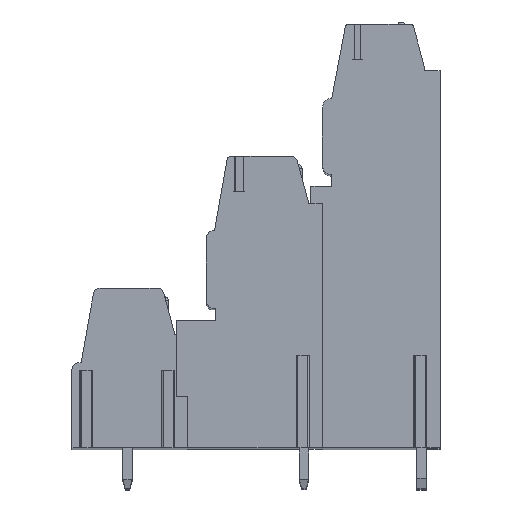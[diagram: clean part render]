
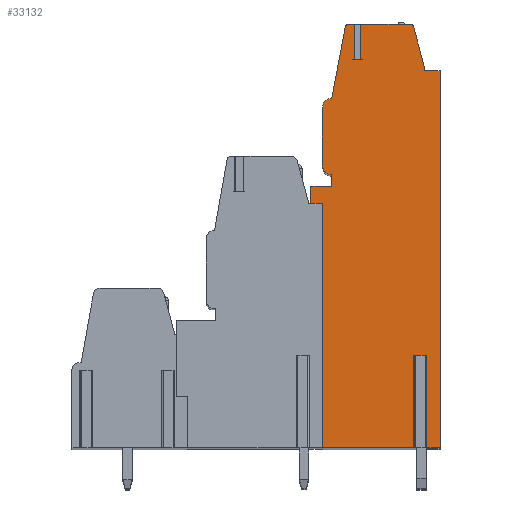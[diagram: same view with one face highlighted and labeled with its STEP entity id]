
A CAD part, top view. The second image highlights one B-rep face of the part: STEP entity #33132.
In plain terms, the highlighted planar face has unit normal (0, 0, 1).
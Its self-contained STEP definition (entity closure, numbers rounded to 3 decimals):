
#13=DIRECTION('',(0.,1.,0.));
#14=VECTOR('',#13,14.45);
#15=CARTESIAN_POINT('',(1.,-19.1,78.74));
#16=LINE('',#15,#14);
#17=DIRECTION('',(0.,-1.,0.));
#18=VECTOR('',#17,1.45);
#19=CARTESIAN_POINT('',(0.,3.5,78.74));
#20=LINE('',#19,#18);
#21=DIRECTION('',(-1.,0.,0.));
#22=VECTOR('',#21,1.8);
#23=CARTESIAN_POINT('',(1.8,3.5,78.74));
#24=LINE('',#23,#22);
#25=DIRECTION('',(0.,-1.,0.));
#26=VECTOR('',#25,1.);
#27=CARTESIAN_POINT('',(1.8,4.5,78.74));
#28=LINE('',#27,#26);
#29=CARTESIAN_POINT('',(1.8,5.3,78.74));
#30=DIRECTION('',(0.,0.,1.));
#31=DIRECTION('',(-1.,0.,0.));
#32=AXIS2_PLACEMENT_3D('',#29,#30,#31);
#34=DIRECTION('',(0.,-1.,0.));
#35=VECTOR('',#34,5.);
#36=CARTESIAN_POINT('',(1.,10.3,78.74));
#37=LINE('',#36,#35);
#38=CARTESIAN_POINT('',(1.8,10.3,78.74));
#39=DIRECTION('',(0.,0.,1.));
#40=DIRECTION('',(0.,1.,0.));
#41=AXIS2_PLACEMENT_3D('',#38,#39,#40);
#43=DIRECTION('',(-0.186,-0.983,0.));
#44=VECTOR('',#43,6.265);
#45=CARTESIAN_POINT('',(2.964,17.256,78.74));
#46=LINE('',#45,#44);
#47=CARTESIAN_POINT('',(3.259,17.2,78.74));
#48=DIRECTION('',(0.,0.,1.));
#49=DIRECTION('',(0.,1.,0.));
#50=AXIS2_PLACEMENT_3D('',#47,#48,#49);
#52=DIRECTION('',(-1.,0.,0.));
#53=VECTOR('',#52,0.551);
#54=CARTESIAN_POINT('',(3.81,17.5,78.74));
#55=LINE('',#54,#53);
#56=DIRECTION('',(0.,-1.,0.));
#57=VECTOR('',#56,3.05);
#58=CARTESIAN_POINT('',(3.81,17.5,78.74));
#59=LINE('',#58,#57);
#60=DIRECTION('',(1.,0.,0.));
#61=VECTOR('',#60,0.5);
#62=CARTESIAN_POINT('',(3.81,14.45,78.74));
#63=LINE('',#62,#61);
#64=DIRECTION('',(0.,-1.,0.));
#65=VECTOR('',#64,3.05);
#66=CARTESIAN_POINT('',(4.31,17.5,78.74));
#67=LINE('',#66,#65);
#68=DIRECTION('',(-1.,0.,0.));
#69=VECTOR('',#68,4.27);
#70=CARTESIAN_POINT('',(8.58,17.5,78.74));
#71=LINE('',#70,#69);
#72=CARTESIAN_POINT('',(8.58,17.2,78.74));
#73=DIRECTION('',(0.,0.,1.));
#74=DIRECTION('',(0.965,0.261,0.));
#75=AXIS2_PLACEMENT_3D('',#72,#73,#74);
#77=DIRECTION('',(-0.261,0.965,0.));
#78=VECTOR('',#77,3.539);
#79=CARTESIAN_POINT('',(9.792,13.861,78.74));
#80=LINE('',#79,#78);
#81=DIRECTION('',(-0.035,0.999,0.));
#82=VECTOR('',#81,0.361);
#83=CARTESIAN_POINT('',(9.805,13.5,78.74));
#84=LINE('',#83,#82);
#85=DIRECTION('',(-1.,0.,0.));
#86=VECTOR('',#85,1.355);
#87=CARTESIAN_POINT('',(11.16,13.5,78.74));
#88=LINE('',#87,#86);
#89=DIRECTION('',(0.,1.,0.));
#90=VECTOR('',#89,32.6);
#91=CARTESIAN_POINT('',(11.16,-19.1,78.74));
#92=LINE('',#91,#90);
#93=DIRECTION('',(1.,0.,0.));
#94=VECTOR('',#93,1.39);
#95=CARTESIAN_POINT('',(9.77,-19.1,78.74));
#96=LINE('',#95,#94);
#97=DIRECTION('',(0.,1.,0.));
#98=VECTOR('',#97,8.);
#99=CARTESIAN_POINT('',(9.77,-19.1,78.74));
#100=LINE('',#99,#98);
#101=DIRECTION('',(-1.,0.,0.));
#102=VECTOR('',#101,0.62);
#103=CARTESIAN_POINT('',(9.77,-11.1,78.74));
#104=LINE('',#103,#102);
#105=DIRECTION('',(0.,1.,0.));
#106=VECTOR('',#105,8.);
#107=CARTESIAN_POINT('',(9.15,-19.1,78.74));
#108=LINE('',#107,#106);
#109=DIRECTION('',(1.,0.,0.));
#110=VECTOR('',#109,8.15);
#111=CARTESIAN_POINT('',(1.,-19.1,78.74));
#112=LINE('',#111,#110);
#133=DIRECTION('',(-1.,0.,0.));
#134=VECTOR('',#133,1.195);
#135=CARTESIAN_POINT('',(1.,-4.65,78.74));
#136=LINE('',#135,#134);
#141=DIRECTION('',(-1.,0.,0.));
#142=VECTOR('',#141,0.195);
#143=CARTESIAN_POINT('',(0.,2.05,78.74));
#144=LINE('',#143,#142);
#789=DIRECTION('',(0.,-1.,0.));
#790=VECTOR('',#789,6.7);
#791=CARTESIAN_POINT('',(-0.195,2.05,78.74));
#792=LINE('',#791,#790);
#26139=CARTESIAN_POINT('',(11.16,-19.1,78.74));
#26140=CARTESIAN_POINT('',(11.16,13.5,78.74));
#26141=VERTEX_POINT('',#26139);
#26142=VERTEX_POINT('',#26140);
#26143=CARTESIAN_POINT('',(9.805,13.5,78.74));
#26144=VERTEX_POINT('',#26143);
#26145=CARTESIAN_POINT('',(9.792,13.861,78.74));
#26146=VERTEX_POINT('',#26145);
#26147=CARTESIAN_POINT('',(8.87,17.278,78.74));
#26148=VERTEX_POINT('',#26147);
#26149=CARTESIAN_POINT('',(8.58,17.5,78.74));
#26150=VERTEX_POINT('',#26149);
#26151=CARTESIAN_POINT('',(3.259,17.5,78.74));
#26152=CARTESIAN_POINT('',(2.964,17.256,78.74));
#26153=VERTEX_POINT('',#26151);
#26154=VERTEX_POINT('',#26152);
#26155=CARTESIAN_POINT('',(1.8,11.1,78.74));
#26156=VERTEX_POINT('',#26155);
#26157=CARTESIAN_POINT('',(1.,10.3,78.74));
#26158=VERTEX_POINT('',#26157);
#26159=CARTESIAN_POINT('',(1.,5.3,78.74));
#26160=VERTEX_POINT('',#26159);
#26161=CARTESIAN_POINT('',(1.8,4.5,78.74));
#26162=VERTEX_POINT('',#26161);
#26163=CARTESIAN_POINT('',(1.8,3.5,78.74));
#26164=VERTEX_POINT('',#26163);
#26165=CARTESIAN_POINT('',(0.,3.5,78.74));
#26166=VERTEX_POINT('',#26165);
#26265=CARTESIAN_POINT('',(1.,-19.1,78.74));
#26266=VERTEX_POINT('',#26265);
#26291=CARTESIAN_POINT('',(9.77,-11.1,78.74));
#26292=CARTESIAN_POINT('',(9.15,-11.1,78.74));
#26293=VERTEX_POINT('',#26291);
#26294=VERTEX_POINT('',#26292);
#26295=CARTESIAN_POINT('',(9.77,-19.1,78.74));
#26296=VERTEX_POINT('',#26295);
#26297=CARTESIAN_POINT('',(9.15,-19.1,78.74));
#26298=VERTEX_POINT('',#26297);
#26335=CARTESIAN_POINT('',(3.81,14.45,78.74));
#26336=CARTESIAN_POINT('',(4.31,14.45,78.74));
#26337=VERTEX_POINT('',#26335);
#26338=VERTEX_POINT('',#26336);
#26339=CARTESIAN_POINT('',(4.31,17.5,78.74));
#26340=VERTEX_POINT('',#26339);
#26341=CARTESIAN_POINT('',(3.81,17.5,78.74));
#26342=VERTEX_POINT('',#26341);
#26719=CARTESIAN_POINT('',(-0.195,-4.65,78.74));
#26721=VERTEX_POINT('',#26719);
#26723=CARTESIAN_POINT('',(0.,2.05,78.74));
#26724=CARTESIAN_POINT('',(-0.195,2.05,78.74));
#26725=VERTEX_POINT('',#26723);
#26726=VERTEX_POINT('',#26724);
#26731=CARTESIAN_POINT('',(1.,-4.65,78.74));
#26733=VERTEX_POINT('',#26731);
#33071=CARTESIAN_POINT('',(0.,0.,78.74));
#33072=DIRECTION('',(0.,0.,1.));
#33073=DIRECTION('',(1.,0.,0.));
#33074=AXIS2_PLACEMENT_3D('',#33071,#33072,#33073);
#33075=PLANE('',#33074);
#33077=ORIENTED_EDGE('',*,*,#33076,.T.);
#33079=ORIENTED_EDGE('',*,*,#33078,.T.);
#33081=ORIENTED_EDGE('',*,*,#33080,.F.);
#33083=ORIENTED_EDGE('',*,*,#33082,.F.);
#33085=ORIENTED_EDGE('',*,*,#33084,.F.);
#33087=ORIENTED_EDGE('',*,*,#33086,.F.);
#33089=ORIENTED_EDGE('',*,*,#33088,.F.);
#33091=ORIENTED_EDGE('',*,*,#33090,.F.);
#33093=ORIENTED_EDGE('',*,*,#33092,.F.);
#33095=ORIENTED_EDGE('',*,*,#33094,.F.);
#33097=ORIENTED_EDGE('',*,*,#33096,.F.);
#33099=ORIENTED_EDGE('',*,*,#33098,.F.);
#33101=ORIENTED_EDGE('',*,*,#33100,.F.);
#33103=ORIENTED_EDGE('',*,*,#33102,.T.);
#33105=ORIENTED_EDGE('',*,*,#33104,.T.);
#33107=ORIENTED_EDGE('',*,*,#33106,.F.);
#33109=ORIENTED_EDGE('',*,*,#33108,.F.);
#33111=ORIENTED_EDGE('',*,*,#33110,.F.);
#33113=ORIENTED_EDGE('',*,*,#33112,.F.);
#33115=ORIENTED_EDGE('',*,*,#33114,.F.);
#33117=ORIENTED_EDGE('',*,*,#33116,.F.);
#33119=ORIENTED_EDGE('',*,*,#33118,.F.);
#33121=ORIENTED_EDGE('',*,*,#33120,.F.);
#33123=ORIENTED_EDGE('',*,*,#33122,.T.);
#33125=ORIENTED_EDGE('',*,*,#33124,.T.);
#33127=ORIENTED_EDGE('',*,*,#33126,.F.);
#33129=ORIENTED_EDGE('',*,*,#33128,.F.);
#33130=EDGE_LOOP('',(#33077,#33079,#33081,#33083,#33085,#33087,#33089,#33091,
#33093,#33095,#33097,#33099,#33101,#33103,#33105,#33107,#33109,#33111,#33113,
#33115,#33117,#33119,#33121,#33123,#33125,#33127,#33129));
#33131=FACE_OUTER_BOUND('',#33130,.F.);
#33=CIRCLE('',#32,0.8);
#42=CIRCLE('',#41,0.8);
#51=CIRCLE('',#50,0.3);
#76=CIRCLE('',#75,0.3);
#33076=EDGE_CURVE('',#26266,#26733,#16,.T.);
#33078=EDGE_CURVE('',#26733,#26721,#136,.T.);
#33080=EDGE_CURVE('',#26726,#26721,#792,.T.);
#33082=EDGE_CURVE('',#26725,#26726,#144,.T.);
#33084=EDGE_CURVE('',#26166,#26725,#20,.T.);
#33086=EDGE_CURVE('',#26164,#26166,#24,.T.);
#33088=EDGE_CURVE('',#26162,#26164,#28,.T.);
#33090=EDGE_CURVE('',#26160,#26162,#33,.T.);
#33092=EDGE_CURVE('',#26158,#26160,#37,.T.);
#33094=EDGE_CURVE('',#26156,#26158,#42,.T.);
#33096=EDGE_CURVE('',#26154,#26156,#46,.T.);
#33098=EDGE_CURVE('',#26153,#26154,#51,.T.);
#33100=EDGE_CURVE('',#26342,#26153,#55,.T.);
#33102=EDGE_CURVE('',#26342,#26337,#59,.T.);
#33104=EDGE_CURVE('',#26337,#26338,#63,.T.);
#33106=EDGE_CURVE('',#26340,#26338,#67,.T.);
#33108=EDGE_CURVE('',#26150,#26340,#71,.T.);
#33110=EDGE_CURVE('',#26148,#26150,#76,.T.);
#33112=EDGE_CURVE('',#26146,#26148,#80,.T.);
#33114=EDGE_CURVE('',#26144,#26146,#84,.T.);
#33116=EDGE_CURVE('',#26142,#26144,#88,.T.);
#33118=EDGE_CURVE('',#26141,#26142,#92,.T.);
#33120=EDGE_CURVE('',#26296,#26141,#96,.T.);
#33122=EDGE_CURVE('',#26296,#26293,#100,.T.);
#33124=EDGE_CURVE('',#26293,#26294,#104,.T.);
#33126=EDGE_CURVE('',#26298,#26294,#108,.T.);
#33128=EDGE_CURVE('',#26266,#26298,#112,.T.);
#33132=ADVANCED_FACE('',(#33131),#33075,.T.);
